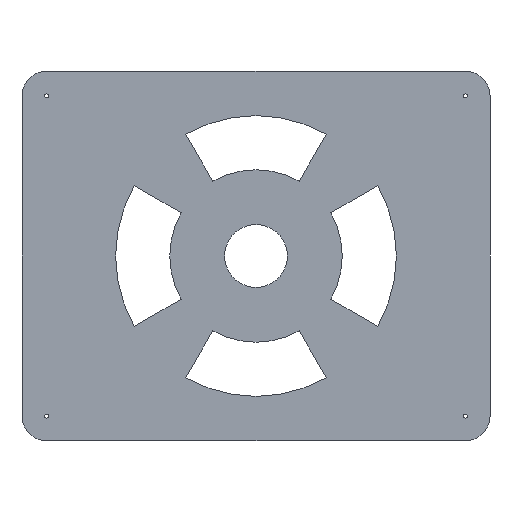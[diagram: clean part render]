
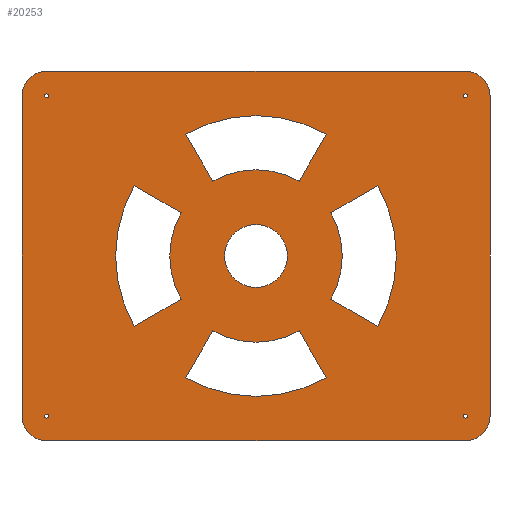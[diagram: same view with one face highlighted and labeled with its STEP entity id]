
A CAD part, front view. The second image highlights one B-rep face of the part: STEP entity #20253.
In plain terms, the highlighted planar face has unit normal (0, -1, 0).
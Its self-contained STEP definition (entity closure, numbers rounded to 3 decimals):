
#724=FACE_BOUND('',#7012,.T.);
#725=FACE_BOUND('',#7013,.T.);
#726=FACE_BOUND('',#7014,.T.);
#727=FACE_BOUND('',#7015,.T.);
#728=FACE_BOUND('',#7016,.T.);
#729=FACE_BOUND('',#7017,.T.);
#730=FACE_BOUND('',#7018,.T.);
#731=FACE_BOUND('',#7019,.T.);
#732=FACE_BOUND('',#7020,.T.);
#2383=LINE('',#28736,#3600);
#2386=LINE('',#29360,#3603);
#2391=LINE('',#29974,#3608);
#2394=LINE('',#29981,#3611);
#2397=LINE('',#29990,#3614);
#2400=LINE('',#29997,#3617);
#2403=LINE('',#30006,#3620);
#2406=LINE('',#30013,#3623);
#2409=LINE('',#30022,#3626);
#2412=LINE('',#30029,#3629);
#3220=LINE('',#41779,#4437);
#3221=LINE('',#41781,#4438);
#3600=VECTOR('',#22519,170.);
#3603=VECTOR('',#23040,170.);
#3608=VECTOR('',#23535,10.);
#3611=VECTOR('',#23544,10.);
#3614=VECTOR('',#23553,10.);
#3617=VECTOR('',#23562,10.);
#3620=VECTOR('',#23571,10.);
#3623=VECTOR('',#23580,10.);
#3626=VECTOR('',#23589,10.);
#3629=VECTOR('',#23598,10.);
#4437=VECTOR('',#24700,130.);
#4438=VECTOR('',#24703,130.);
#4740=PLANE('',#21340);
#5839=FACE_OUTER_BOUND('',#7011,.T.);
#7011=EDGE_LOOP('',(#18965,#18966,#18967,#18968,#18969,#18970,#18971,#18972));
#7012=EDGE_LOOP('',(#18973));
#7013=EDGE_LOOP('',(#18974,#18975,#18976,#18977));
#7014=EDGE_LOOP('',(#18978,#18979,#18980,#18981));
#7015=EDGE_LOOP('',(#18982,#18983,#18984,#18985));
#7016=EDGE_LOOP('',(#18986,#18987,#18988,#18989));
#7017=EDGE_LOOP('',(#18990));
#7018=EDGE_LOOP('',(#18991));
#7019=EDGE_LOOP('',(#18992));
#7020=EDGE_LOOP('',(#18993));
#7614=CIRCLE('',#21167,12.75);
#7615=CIRCLE('',#21169,35.);
#7616=CIRCLE('',#21172,57.);
#7617=CIRCLE('',#21175,35.);
#7618=CIRCLE('',#21178,57.);
#7619=CIRCLE('',#21181,35.);
#7620=CIRCLE('',#21184,57.);
#7621=CIRCLE('',#21187,35.);
#7622=CIRCLE('',#21190,57.);
#7623=CIRCLE('',#21323,10.);
#7624=CIRCLE('',#21325,10.);
#7625=CIRCLE('',#21327,10.);
#7626=CIRCLE('',#21329,10.);
#7627=CIRCLE('',#21331,0.8);
#7628=CIRCLE('',#21333,0.8);
#7629=CIRCLE('',#21335,0.8);
#7630=CIRCLE('',#21337,0.8);
#8741=VERTEX_POINT('',#28733);
#8742=VERTEX_POINT('',#28735);
#8803=VERTEX_POINT('',#29357);
#8804=VERTEX_POINT('',#29359);
#8865=VERTEX_POINT('',#29963);
#8866=VERTEX_POINT('',#29967);
#8867=VERTEX_POINT('',#29968);
#8868=VERTEX_POINT('',#29973);
#8869=VERTEX_POINT('',#29977);
#8870=VERTEX_POINT('',#29983);
#8871=VERTEX_POINT('',#29984);
#8872=VERTEX_POINT('',#29989);
#8873=VERTEX_POINT('',#29993);
#8874=VERTEX_POINT('',#29999);
#8875=VERTEX_POINT('',#30000);
#8876=VERTEX_POINT('',#30005);
#8877=VERTEX_POINT('',#30009);
#8878=VERTEX_POINT('',#30015);
#8879=VERTEX_POINT('',#30016);
#8880=VERTEX_POINT('',#30021);
#8881=VERTEX_POINT('',#30025);
#9689=VERTEX_POINT('',#41747);
#9690=VERTEX_POINT('',#41751);
#9691=VERTEX_POINT('',#41755);
#9692=VERTEX_POINT('',#41759);
#9693=VERTEX_POINT('',#41763);
#9694=VERTEX_POINT('',#41767);
#9695=VERTEX_POINT('',#41771);
#9696=VERTEX_POINT('',#41775);
#10859=EDGE_CURVE('',#8741,#8742,#2383,.T.);
#11066=EDGE_CURVE('',#8803,#8804,#2386,.T.);
#11221=EDGE_CURVE('',#8865,#8865,#7614,.T.);
#11223=EDGE_CURVE('',#8866,#8867,#7615,.T.);
#11226=EDGE_CURVE('',#8867,#8868,#2391,.T.);
#11228=EDGE_CURVE('',#8868,#8869,#7616,.T.);
#11230=EDGE_CURVE('',#8869,#8866,#2394,.T.);
#11231=EDGE_CURVE('',#8870,#8871,#7617,.T.);
#11234=EDGE_CURVE('',#8871,#8872,#2397,.T.);
#11236=EDGE_CURVE('',#8872,#8873,#7618,.T.);
#11238=EDGE_CURVE('',#8873,#8870,#2400,.T.);
#11239=EDGE_CURVE('',#8874,#8875,#7619,.T.);
#11242=EDGE_CURVE('',#8875,#8876,#2403,.T.);
#11244=EDGE_CURVE('',#8876,#8877,#7620,.T.);
#11246=EDGE_CURVE('',#8877,#8874,#2406,.T.);
#11247=EDGE_CURVE('',#8878,#8879,#7621,.T.);
#11250=EDGE_CURVE('',#8879,#8880,#2409,.T.);
#11252=EDGE_CURVE('',#8880,#8881,#7622,.T.);
#11254=EDGE_CURVE('',#8881,#8878,#2412,.T.);
#12779=EDGE_CURVE('',#8803,#9689,#7623,.F.);
#12780=EDGE_CURVE('',#9690,#8804,#7624,.F.);
#12783=EDGE_CURVE('',#8741,#9691,#7625,.F.);
#12784=EDGE_CURVE('',#9692,#8742,#7626,.F.);
#12787=EDGE_CURVE('',#9693,#9693,#7627,.T.);
#12789=EDGE_CURVE('',#9694,#9694,#7628,.T.);
#12791=EDGE_CURVE('',#9695,#9695,#7629,.T.);
#12793=EDGE_CURVE('',#9696,#9696,#7630,.T.);
#12794=EDGE_CURVE('',#9692,#9689,#3220,.T.);
#12795=EDGE_CURVE('',#9690,#9691,#3221,.T.);
#18965=ORIENTED_EDGE('',*,*,#10859,.F.);
#18966=ORIENTED_EDGE('',*,*,#12783,.T.);
#18967=ORIENTED_EDGE('',*,*,#12795,.F.);
#18968=ORIENTED_EDGE('',*,*,#12780,.T.);
#18969=ORIENTED_EDGE('',*,*,#11066,.F.);
#18970=ORIENTED_EDGE('',*,*,#12779,.T.);
#18971=ORIENTED_EDGE('',*,*,#12794,.F.);
#18972=ORIENTED_EDGE('',*,*,#12784,.T.);
#18973=ORIENTED_EDGE('',*,*,#11221,.T.);
#18974=ORIENTED_EDGE('',*,*,#11228,.T.);
#18975=ORIENTED_EDGE('',*,*,#11230,.T.);
#18976=ORIENTED_EDGE('',*,*,#11223,.T.);
#18977=ORIENTED_EDGE('',*,*,#11226,.T.);
#18978=ORIENTED_EDGE('',*,*,#11236,.T.);
#18979=ORIENTED_EDGE('',*,*,#11238,.T.);
#18980=ORIENTED_EDGE('',*,*,#11231,.T.);
#18981=ORIENTED_EDGE('',*,*,#11234,.T.);
#18982=ORIENTED_EDGE('',*,*,#11244,.T.);
#18983=ORIENTED_EDGE('',*,*,#11246,.T.);
#18984=ORIENTED_EDGE('',*,*,#11239,.T.);
#18985=ORIENTED_EDGE('',*,*,#11242,.T.);
#18986=ORIENTED_EDGE('',*,*,#11252,.T.);
#18987=ORIENTED_EDGE('',*,*,#11254,.T.);
#18988=ORIENTED_EDGE('',*,*,#11247,.T.);
#18989=ORIENTED_EDGE('',*,*,#11250,.T.);
#18990=ORIENTED_EDGE('',*,*,#12791,.T.);
#18991=ORIENTED_EDGE('',*,*,#12787,.T.);
#18992=ORIENTED_EDGE('',*,*,#12789,.T.);
#18993=ORIENTED_EDGE('',*,*,#12793,.T.);
#20253=ADVANCED_FACE('',(#5839,#724,#725,#726,#727,#728,#729,#730,#731,
#732),#4740,.F.);
#21167=AXIS2_PLACEMENT_3D('',#29964,#23524,#23525);
#21169=AXIS2_PLACEMENT_3D('',#29969,#23529,#23530);
#21172=AXIS2_PLACEMENT_3D('',#29978,#23539,#23540);
#21175=AXIS2_PLACEMENT_3D('',#29985,#23547,#23548);
#21178=AXIS2_PLACEMENT_3D('',#29994,#23557,#23558);
#21181=AXIS2_PLACEMENT_3D('',#30001,#23565,#23566);
#21184=AXIS2_PLACEMENT_3D('',#30010,#23575,#23576);
#21187=AXIS2_PLACEMENT_3D('',#30017,#23583,#23584);
#21190=AXIS2_PLACEMENT_3D('',#30026,#23593,#23594);
#21323=AXIS2_PLACEMENT_3D('',#41749,#24661,#24662);
#21325=AXIS2_PLACEMENT_3D('',#41752,#24665,#24666);
#21327=AXIS2_PLACEMENT_3D('',#41757,#24671,#24672);
#21329=AXIS2_PLACEMENT_3D('',#41760,#24675,#24676);
#21331=AXIS2_PLACEMENT_3D('',#41765,#24681,#24682);
#21333=AXIS2_PLACEMENT_3D('',#41769,#24686,#24687);
#21335=AXIS2_PLACEMENT_3D('',#41773,#24691,#24692);
#21337=AXIS2_PLACEMENT_3D('',#41777,#24696,#24697);
#21340=AXIS2_PLACEMENT_3D('',#41782,#24704,#24705);
#22519=DIRECTION('',(-1.,0.,0.));
#23040=DIRECTION('',(1.,0.,0.));
#23524=DIRECTION('center_axis',(0.,1.,0.));
#23525=DIRECTION('ref_axis',(-1.,0.,0.));
#23529=DIRECTION('center_axis',(0.,-1.,0.));
#23530=DIRECTION('ref_axis',(-0.5,0.,0.866));
#23535=DIRECTION('',(-0.5,0.,0.866));
#23539=DIRECTION('center_axis',(0.,1.,0.));
#23540=DIRECTION('ref_axis',(-0.5,0.,0.866));
#23544=DIRECTION('',(-0.5,0.,-0.866));
#23547=DIRECTION('center_axis',(0.,-1.,0.));
#23548=DIRECTION('ref_axis',(0.866,0.,0.5));
#23553=DIRECTION('',(0.866,0.,0.5));
#23557=DIRECTION('center_axis',(0.,1.,0.));
#23558=DIRECTION('ref_axis',(0.866,0.,0.5));
#23562=DIRECTION('',(-0.866,0.,0.5));
#23565=DIRECTION('center_axis',(0.,-1.,0.));
#23566=DIRECTION('ref_axis',(-0.866,0.,-0.5));
#23571=DIRECTION('',(-0.866,0.,-0.5));
#23575=DIRECTION('center_axis',(0.,1.,0.));
#23576=DIRECTION('ref_axis',(-0.866,0.,-0.5));
#23580=DIRECTION('',(0.866,0.,-0.5));
#23583=DIRECTION('center_axis',(0.,-1.,0.));
#23584=DIRECTION('ref_axis',(0.5,0.,-0.866));
#23589=DIRECTION('',(0.5,0.,-0.866));
#23593=DIRECTION('center_axis',(0.,1.,0.));
#23594=DIRECTION('ref_axis',(0.5,0.,-0.866));
#23598=DIRECTION('',(0.5,0.,0.866));
#24661=DIRECTION('center_axis',(0.,1.,0.));
#24662=DIRECTION('ref_axis',(0.,0.,1.));
#24665=DIRECTION('center_axis',(0.,1.,0.));
#24666=DIRECTION('ref_axis',(0.,0.,1.));
#24671=DIRECTION('center_axis',(0.,1.,0.));
#24672=DIRECTION('ref_axis',(0.,0.,1.));
#24675=DIRECTION('center_axis',(0.,1.,0.));
#24676=DIRECTION('ref_axis',(0.,0.,1.));
#24681=DIRECTION('center_axis',(0.,1.,0.));
#24682=DIRECTION('ref_axis',(0.,0.,-1.));
#24686=DIRECTION('center_axis',(0.,1.,0.));
#24687=DIRECTION('ref_axis',(0.,0.,1.));
#24691=DIRECTION('center_axis',(0.,1.,0.));
#24692=DIRECTION('ref_axis',(0.,0.,-1.));
#24696=DIRECTION('center_axis',(0.,1.,0.));
#24697=DIRECTION('ref_axis',(0.,0.,1.));
#24700=DIRECTION('',(0.,0.,1.));
#24703=DIRECTION('',(0.,0.,-1.));
#24704=DIRECTION('center_axis',(0.,1.,0.));
#24705=DIRECTION('ref_axis',(0.,0.,1.));
#28733=CARTESIAN_POINT('',(85.,2.5,-95.));
#28735=CARTESIAN_POINT('',(-85.,2.5,-95.));
#28736=CARTESIAN_POINT('',(85.,2.5,-95.));
#29357=CARTESIAN_POINT('',(-85.,2.5,55.));
#29359=CARTESIAN_POINT('',(85.,2.5,55.));
#29360=CARTESIAN_POINT('',(-85.,2.5,55.));
#29963=CARTESIAN_POINT('',(12.75,2.5,-20.));
#29964=CARTESIAN_POINT('Origin',(0.,2.5,-20.));
#29967=CARTESIAN_POINT('',(17.5,2.5,10.311));
#29968=CARTESIAN_POINT('',(-17.5,2.5,10.311));
#29969=CARTESIAN_POINT('Origin',(0.,2.5,-20.));
#29973=CARTESIAN_POINT('',(-28.5,2.5,29.363));
#29974=CARTESIAN_POINT('',(-14.25,2.5,4.682));
#29977=CARTESIAN_POINT('',(28.5,2.5,29.363));
#29978=CARTESIAN_POINT('Origin',(0.,2.5,-20.));
#29981=CARTESIAN_POINT('',(8.75,2.5,-4.845));
#29983=CARTESIAN_POINT('',(30.311,2.5,-37.5));
#29984=CARTESIAN_POINT('',(30.311,2.5,-2.5));
#29985=CARTESIAN_POINT('Origin',(0.,2.5,-20.));
#29989=CARTESIAN_POINT('',(49.363,2.5,8.5));
#29990=CARTESIAN_POINT('',(24.682,2.5,-5.75));
#29993=CARTESIAN_POINT('',(49.363,2.5,-48.5));
#29994=CARTESIAN_POINT('Origin',(0.,2.5,-20.));
#29997=CARTESIAN_POINT('',(15.155,2.5,-28.75));
#29999=CARTESIAN_POINT('',(-30.311,2.5,-2.5));
#30000=CARTESIAN_POINT('',(-30.311,2.5,-37.5));
#30001=CARTESIAN_POINT('Origin',(0.,2.5,-20.));
#30005=CARTESIAN_POINT('',(-49.363,2.5,-48.5));
#30006=CARTESIAN_POINT('',(-24.682,2.5,-34.25));
#30009=CARTESIAN_POINT('',(-49.363,2.5,8.5));
#30010=CARTESIAN_POINT('Origin',(0.,2.5,-20.));
#30013=CARTESIAN_POINT('',(-15.155,2.5,-11.25));
#30015=CARTESIAN_POINT('',(-17.5,2.5,-50.311));
#30016=CARTESIAN_POINT('',(17.5,2.5,-50.311));
#30017=CARTESIAN_POINT('Origin',(0.,2.5,-20.));
#30021=CARTESIAN_POINT('',(28.5,2.5,-69.363));
#30022=CARTESIAN_POINT('',(14.25,2.5,-44.682));
#30025=CARTESIAN_POINT('',(-28.5,2.5,-69.363));
#30026=CARTESIAN_POINT('Origin',(0.,2.5,-20.));
#30029=CARTESIAN_POINT('',(-8.75,2.5,-35.155));
#41747=CARTESIAN_POINT('',(-95.,2.5,45.));
#41749=CARTESIAN_POINT('Origin',(-85.,2.5,45.));
#41751=CARTESIAN_POINT('',(95.,2.5,45.));
#41752=CARTESIAN_POINT('Origin',(85.,2.5,45.));
#41755=CARTESIAN_POINT('',(95.,2.5,-85.));
#41757=CARTESIAN_POINT('Origin',(85.,2.5,-85.));
#41759=CARTESIAN_POINT('',(-95.,2.5,-85.));
#41760=CARTESIAN_POINT('Origin',(-85.,2.5,-85.));
#41763=CARTESIAN_POINT('',(85.,2.5,45.8));
#41765=CARTESIAN_POINT('Origin',(85.,2.5,45.));
#41767=CARTESIAN_POINT('',(85.,2.5,-84.2));
#41769=CARTESIAN_POINT('Origin',(85.,2.5,-85.));
#41771=CARTESIAN_POINT('',(-85.,2.5,-84.2));
#41773=CARTESIAN_POINT('Origin',(-85.,2.5,-85.));
#41775=CARTESIAN_POINT('',(-85.,2.5,45.8));
#41777=CARTESIAN_POINT('Origin',(-85.,2.5,45.));
#41779=CARTESIAN_POINT('',(-95.,2.5,-85.));
#41781=CARTESIAN_POINT('',(95.,2.5,45.));
#41782=CARTESIAN_POINT('Origin',(0.,2.5,-20.));
